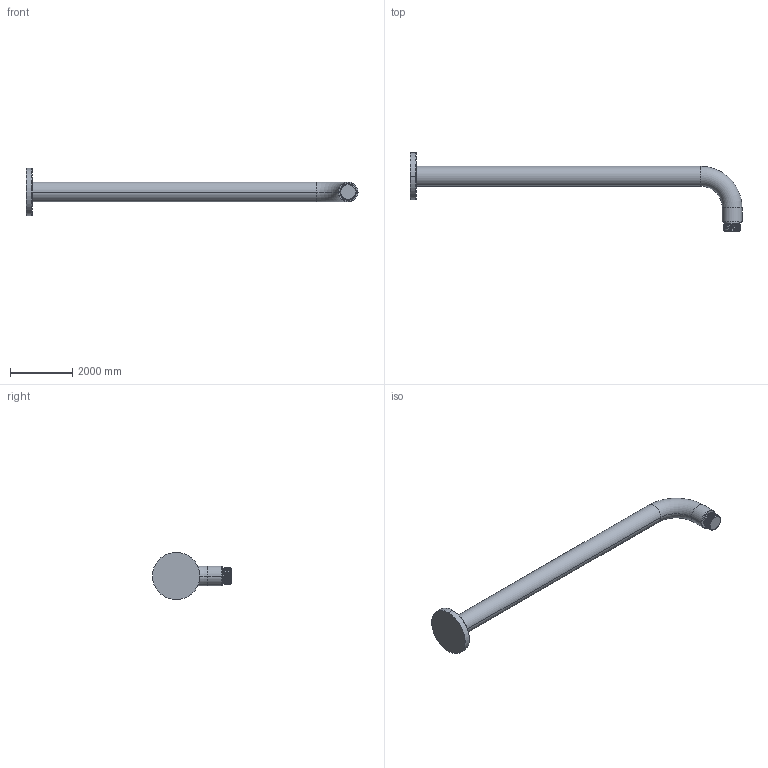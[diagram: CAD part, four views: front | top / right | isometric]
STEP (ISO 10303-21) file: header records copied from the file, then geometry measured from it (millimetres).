
FILE_DESCRIPTION((''),'2;1');
FILE_NAME('21400','2018-07-29T',('MQ'),(''),'PRO/ENGINEER BY PARAMETRIC TECHNOLOGY CORPORATION, 2012130','PRO/ENGINEER BY PARAMETRIC TECHNOLOGY CORPORATION, 2012130','');
FILE_SCHEMA(('CONFIG_CONTROL_DESIGN'));
Length unit declared in the file: inch
Products named in the file (1): 21400
Bounding box: 10680.7 x 2540 x 1524 mm (x, y, z)
Volume: 3976428325.7 mm3; surface area: 27651606.3 mm2
Topology: 1 solids, 1 shells, 36 faces, 83 edges, 52 vertices
Faces by surface type: cylinder 17, torus 6, plane 5, cone 4, bspline 4
Entity records: 1822 total; most frequent: CARTESIAN_POINT 1001, ORIENTED_EDGE 166, DIRECTION 152, EDGE_CURVE 83, AXIS2_PLACEMENT_3D 65, VERTEX_POINT 52, EDGE_LOOP 39, FACE_OUTER_BOUND 36
